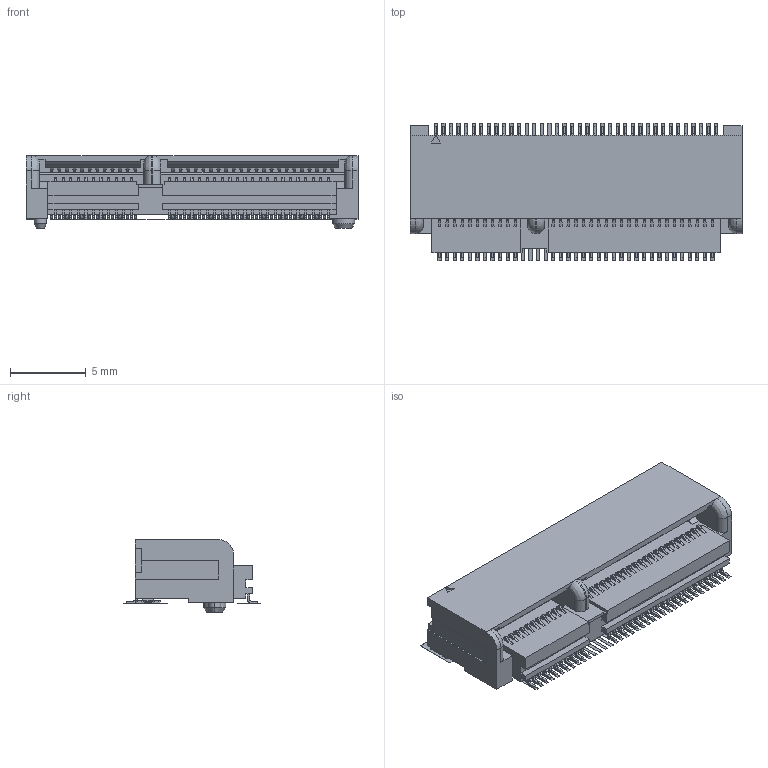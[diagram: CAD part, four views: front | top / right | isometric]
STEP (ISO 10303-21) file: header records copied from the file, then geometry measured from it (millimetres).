
FILE_DESCRIPTION (( 'STEP AP203' ), '1' );
FILE_NAME ('080-1243-000_3.step_Default_sldprt.STEP', '2020-11-13T20:10:49', ( '' ), ( '' ), 'SwSTEP 2.0', 'SolidWorks 2019', '' );
FILE_SCHEMA (( 'CONFIG_CONTROL_DESIGN' ));
Length unit declared in the file: inch
Products named in the file (1): 080-1243-000_3.step_Default_sldprt
Bounding box: 21.9 x 9.1 x 4.8 mm (x, y, z)
Volume: 512.2 mm3; surface area: 816.2 mm2
Topology: 9 solids, 9 shells, 1774 faces, 4729 edges, 3145 vertices
Faces by surface type: plane 1493, cylinder 273, cone 4, bspline 4
Entity records: 54642 total; most frequent: CARTESIAN_POINT 9761, ORIENTED_EDGE 9458, DIRECTION 8809, EDGE_CURVE 4729, LINE 4159, VECTOR 4159, VERTEX_POINT 3145, AXIS2_PLACEMENT_3D 2325
